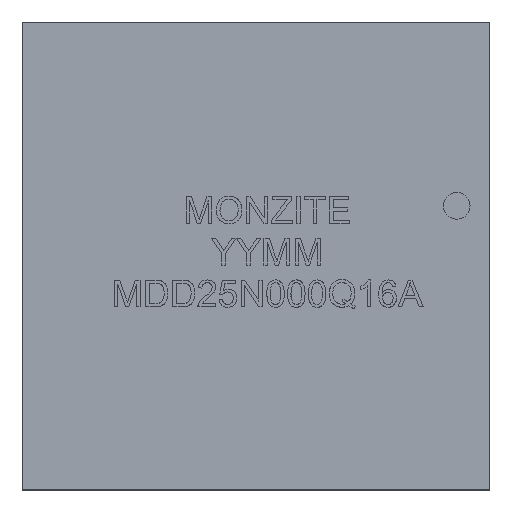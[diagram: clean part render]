
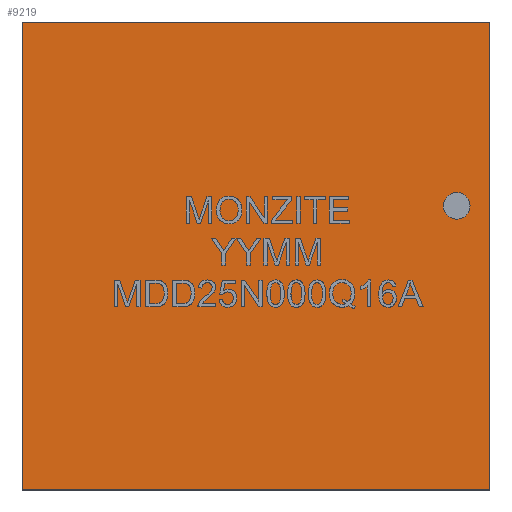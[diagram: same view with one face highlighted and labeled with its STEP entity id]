
A CAD part, top view. The second image highlights one B-rep face of the part: STEP entity #9219.
In plain terms, the highlighted planar face has unit normal (0, 0, 1).
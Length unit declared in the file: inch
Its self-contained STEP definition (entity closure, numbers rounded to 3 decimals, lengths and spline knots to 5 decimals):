
#908=FACE_OUTER_BOUND('',#1450,.T.);
#1450=EDGE_LOOP('',(#6476,#6477,#6478,#6479));
#2110=LINE('',#12161,#3044);
#2113=LINE('',#12167,#3047);
#2116=LINE('',#12173,#3050);
#2119=LINE('',#12177,#3053);
#3044=VECTOR('',#10514,0.3937);
#3047=VECTOR('',#10519,0.3937);
#3050=VECTOR('',#10524,0.3937);
#3053=VECTOR('',#10529,0.3937);
#3910=VERTEX_POINT('',#12158);
#3911=VERTEX_POINT('',#12160);
#3913=VERTEX_POINT('',#12166);
#3915=VERTEX_POINT('',#12172);
#4890=EDGE_CURVE('',#3911,#3910,#2110,.T.);
#4893=EDGE_CURVE('',#3913,#3911,#2113,.T.);
#4896=EDGE_CURVE('',#3915,#3913,#2116,.T.);
#4899=EDGE_CURVE('',#3910,#3915,#2119,.T.);
#6476=ORIENTED_EDGE('',*,*,#4899,.T.);
#6477=ORIENTED_EDGE('',*,*,#4896,.T.);
#6478=ORIENTED_EDGE('',*,*,#4893,.T.);
#6479=ORIENTED_EDGE('',*,*,#4890,.T.);
#8894=PLANE('',#9864);
#9219=ADVANCED_FACE('',(#908),#8894,.T.);
#9864=AXIS2_PLACEMENT_3D('',#12178,#10530,#10531);
#10514=DIRECTION('',(-1.,0.,0.));
#10519=DIRECTION('',(0.,1.,0.));
#10524=DIRECTION('',(1.,0.,0.));
#10529=DIRECTION('',(0.,-1.,0.));
#10530=DIRECTION('center_axis',(0.,0.,1.));
#10531=DIRECTION('ref_axis',(1.,0.,0.));
#12158=CARTESIAN_POINT('',(0.,0.35,0.085));
#12160=CARTESIAN_POINT('',(0.35,0.35,0.085));
#12161=CARTESIAN_POINT('',(0.35,0.35,0.085));
#12166=CARTESIAN_POINT('',(0.35,0.,0.085));
#12167=CARTESIAN_POINT('',(0.35,0.,0.085));
#12172=CARTESIAN_POINT('',(0.,0.,0.085));
#12173=CARTESIAN_POINT('',(0.,0.,0.085));
#12177=CARTESIAN_POINT('',(0.,0.35,0.085));
#12178=CARTESIAN_POINT('Origin',(0.175,0.175,0.085));
